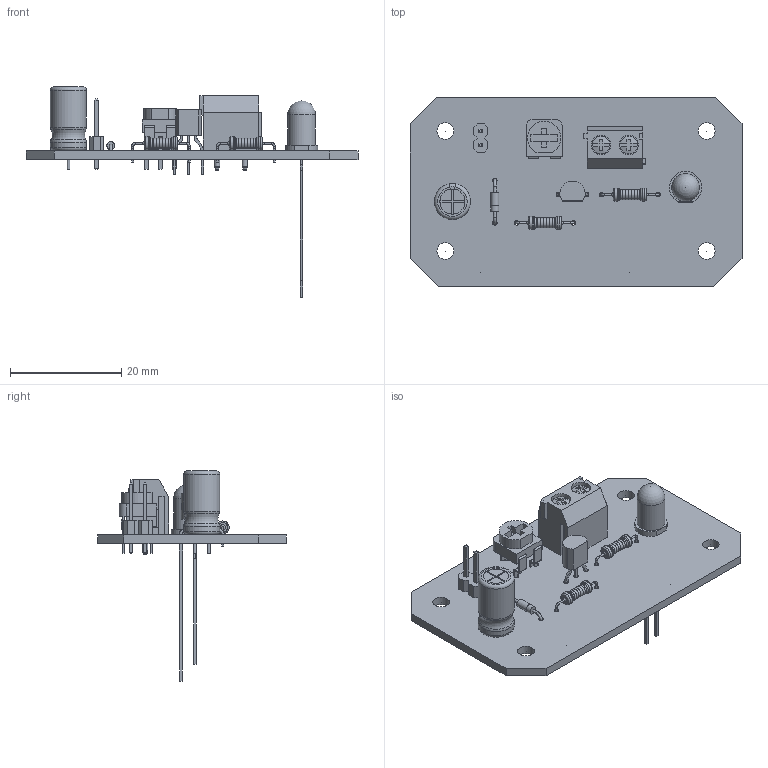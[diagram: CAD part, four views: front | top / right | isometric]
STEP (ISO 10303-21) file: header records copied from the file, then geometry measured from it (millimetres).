
FILE_DESCRIPTION(/* description */ (''),/* implementation_level */ '2;1');
FILE_NAME(/* name */ 'Simple Audio Peak Indicator v1.step',/* time_stamp */ '2019-04-29T01:20:49+01:00',/* author */ ('Adam Short'),/* organization */ (''),/* preprocessor_version */ 'ST-DEVELOPER v18',/* originating_system */ 'Autodesk Translation Framework v8.2.0.1029',/* authorisation */ '');
FILE_SCHEMA (('AUTOMOTIVE_DESIGN { 1 0 10303 214 3 1 1 }'));
Length unit declared in the file: millimetre
Products named in the file (18): Simple Audio Peak Indicator; PCB Component; Board; 1X02; 10uF/50V; 1N4148; 1N4148 (1); Red; Anoda+Katoda; Kučište; +9V; 10K; 10K_1; 1K; 2N2222; 3.0D; TSUKURELOGO; TSUKUREQR
Assembly tree (20 placements, depth 4):
  Simple Audio Peak Indicator
    PCB Component
      Board
      1X02
      10uF/50V
      1N4148
        1N4148 (1)
      Red
        Anoda+Katoda
        Kučište
      +9V
      10K
      10K_1
      1K
      2N2222
      3.0D  x4
      TSUKURELOGO
      TSUKUREQR
Bounding box: 59.67 x 33.96 x 37.76 mm (x, y, z)
Volume: 4483.1 mm3; surface area: 7039.4 mm2
Topology: 48 solids, 48 shells, 604 faces, 1462 edges, 977 vertices
Faces by surface type: plane 393, cylinder 143, torus 34, bspline 24, sphere 7, cone 3
Full cylindrical faces by diameter (mm): 0.001 x6, 0.35 x12, 0.5 x2, 0.813 x13, 1 x5, 1.016 x2, 1.27 x1, 1.321 x2, 1.447 x1, 1.456 x1, 1.8 x12, 1.82 x6, 2 x4, 2.1 x2, 2.3 x4, 2.32 x4, 3 x6, 3.2 x2, 3.5 x2, 4.5 x2, 5 x1
Entity records: 20742 total; most frequent: CARTESIAN_POINT 5305, DIRECTION 3081, ORIENTED_EDGE 2904, EDGE_CURVE 1452, AXIS2_PLACEMENT_3D 1077, VERTEX_POINT 971, LINE 927, VECTOR 927
